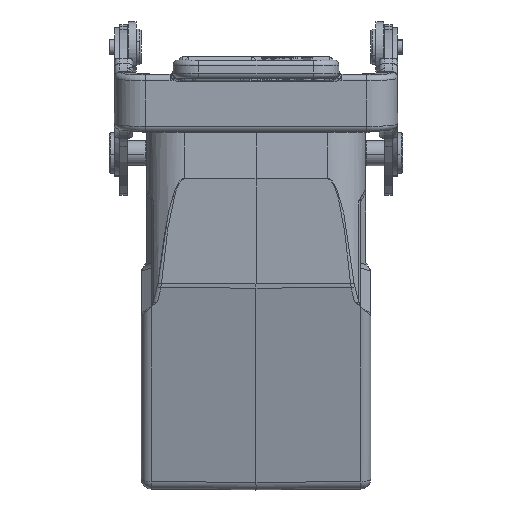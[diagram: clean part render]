
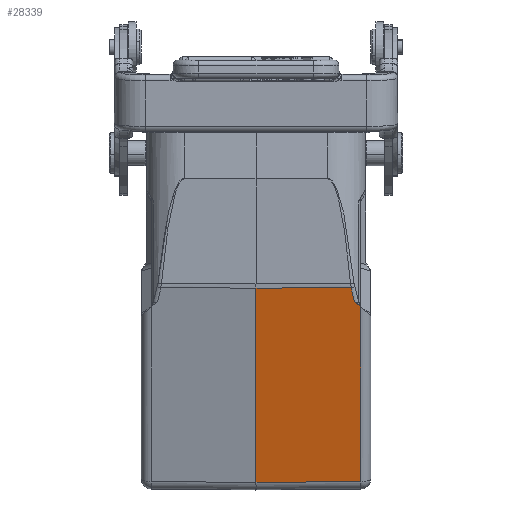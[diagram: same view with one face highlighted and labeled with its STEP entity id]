
A CAD part, left-side view. The second image highlights one B-rep face of the part: STEP entity #28339.
In plain terms, the highlighted planar face has unit normal (-0.966, -0.009, -0.259).
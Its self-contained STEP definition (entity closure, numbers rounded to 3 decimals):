
#80=CARTESIAN_POINT('',(-33.383,-20.517,-36.083));
#96=DIRECTION('',(-0.259,0.,0.966));
#97=VECTOR('',#96,35.464);
#98=CARTESIAN_POINT('',(-24.205,-20.517,-70.339));
#99=LINE('',#98,#97);
#128=DIRECTION('',(-0.259,0.,0.966));
#129=VECTOR('',#128,39.439);
#130=CARTESIAN_POINT('',(-24.342,0.,
-70.518));
#131=LINE('',#130,#129);
#132=CARTESIAN_POINT('',(-34.389,-18.655,
-32.394));
#133=CARTESIAN_POINT('',(-34.15,-18.889,
-33.278));
#134=CARTESIAN_POINT('',(-33.909,-19.089,
-34.171));
#135=CARTESIAN_POINT('',(-33.666,-19.266,
-35.069));
#137=DIRECTION('',(0.173,-0.765,-0.62));
#138=VECTOR('',#137,1.636);
#139=CARTESIAN_POINT('',(-33.666,-19.266,
-35.069));
#140=LINE('',#139,#138);
#141=DIRECTION('',(-0.007,1.,-0.009));
#142=VECTOR('',#141,20.519);
#143=CARTESIAN_POINT('',(-24.205,-20.517,
-70.339));
#144=LINE('',#143,#142);
#14945=DIRECTION('',(-0.009,1.,-0.002));
#14946=VECTOR('',#14945,18.656);
#14947=CARTESIAN_POINT('',(-34.389,-18.655,
-32.394));
#14948=LINE('',#14947,#14946);
#23162=VERTEX_POINT('',#80);
#23163=CARTESIAN_POINT('',(-24.205,-20.517,
-70.339));
#23164=VERTEX_POINT('',#23163);
#23165=CARTESIAN_POINT('',(-33.666,-19.266,
-35.069));
#23166=VERTEX_POINT('',#23165);
#23172=CARTESIAN_POINT('',(-34.389,-18.655,
-32.394));
#23173=CARTESIAN_POINT('',(-34.55,0.,
-32.423));
#23174=VERTEX_POINT('',#23172);
#23175=VERTEX_POINT('',#23173);
#23176=CARTESIAN_POINT('',(-24.342,0.,
-70.518));
#23177=VERTEX_POINT('',#23176);
#28322=CARTESIAN_POINT('',(-23.945,0.,-72.));
#28323=DIRECTION('',(-0.966,-0.009,-0.259));
#28324=DIRECTION('',(-0.259,0.,0.966));
#28325=AXIS2_PLACEMENT_3D('',#28322,#28323,#28324);
#28326=PLANE('',#28325);
#28328=ORIENTED_EDGE('',*,*,#28327,.T.);
#28330=ORIENTED_EDGE('',*,*,#28329,.F.);
#28332=ORIENTED_EDGE('',*,*,#28331,.T.);
#28333=ORIENTED_EDGE('',*,*,#28305,.T.);
#28334=ORIENTED_EDGE('',*,*,#28295,.F.);
#28336=ORIENTED_EDGE('',*,*,#28335,.T.);
#28337=EDGE_LOOP('',(#28328,#28330,#28332,#28333,#28334,#28336));
#28338=FACE_OUTER_BOUND('',#28337,.F.);
#28339=ADVANCED_FACE('',(#28338),#28326,.T.);
#136=B_SPLINE_CURVE_WITH_KNOTS('',3,(#132,#133,#134,#135),.UNSPECIFIED.,.F.,.F.,
(4,4),(0.,1.),.UNSPECIFIED.);
#28295=EDGE_CURVE('',#23164,#23162,#99,.T.);
#28305=EDGE_CURVE('',#23166,#23162,#140,.T.);
#28327=EDGE_CURVE('',#23177,#23175,#131,.T.);
#28329=EDGE_CURVE('',#23174,#23175,#14948,.T.);
#28331=EDGE_CURVE('',#23174,#23166,#136,.T.);
#28335=EDGE_CURVE('',#23164,#23177,#144,.T.);
